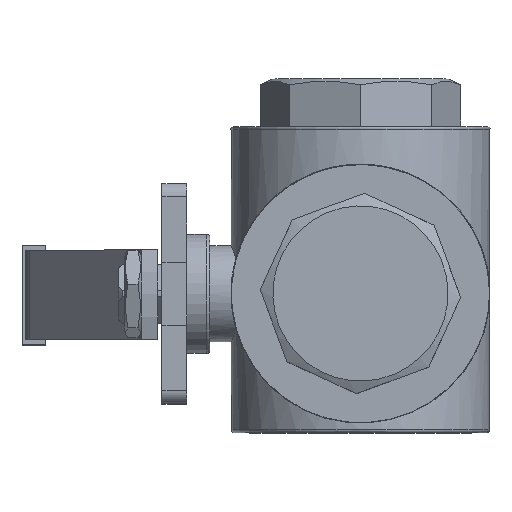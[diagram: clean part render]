
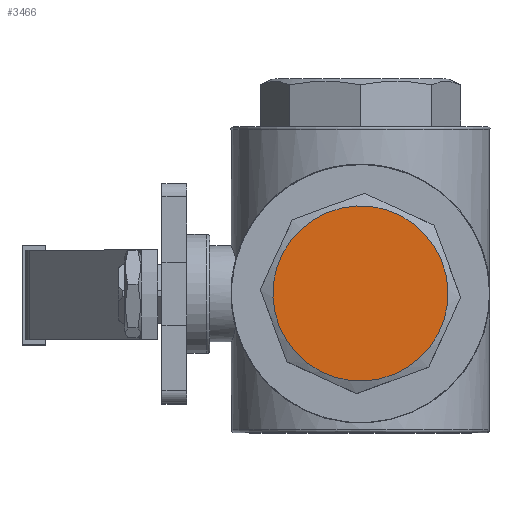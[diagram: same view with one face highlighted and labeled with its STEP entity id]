
A CAD part, top view. The second image highlights one B-rep face of the part: STEP entity #3466.
In plain terms, the highlighted planar face has unit normal (0, 0, 1).
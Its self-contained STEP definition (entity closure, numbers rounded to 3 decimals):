
#134=CIRCLE('',#3696,26.465);
#300=FACE_OUTER_BOUND('',#499,.T.);
#499=EDGE_LOOP('',(#2233));
#1395=VERTEX_POINT('',#5049);
#1718=EDGE_CURVE('',#1395,#1395,#134,.T.);
#2233=ORIENTED_EDGE('',*,*,#1718,.F.);
#3225=PLANE('',#3695);
#3466=ADVANCED_FACE('',(#300),#3225,.F.);
#3695=AXIS2_PLACEMENT_3D('',#5048,#4060,#4061);
#3696=AXIS2_PLACEMENT_3D('',#5050,#4062,#4063);
#4060=DIRECTION('center_axis',(0.,0.,
-1.));
#4061=DIRECTION('ref_axis',(-1.,0.,0.));
#4062=DIRECTION('center_axis',(0.,0.,
-1.));
#4063=DIRECTION('ref_axis',(0.735,0.678,0.));
#5048=CARTESIAN_POINT('Origin',(0.,0.,
65.398));
#5049=CARTESIAN_POINT('',(-19.444,-17.952,65.398));
#5050=CARTESIAN_POINT('Origin',(0.,0.,
65.398));
